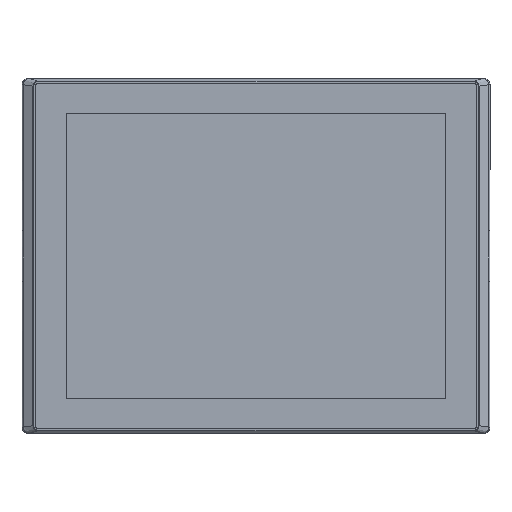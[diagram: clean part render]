
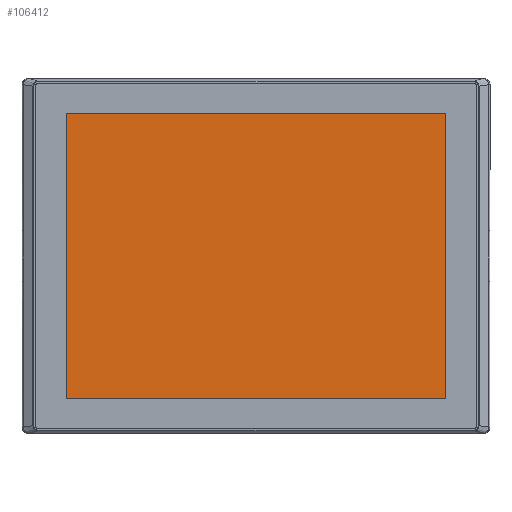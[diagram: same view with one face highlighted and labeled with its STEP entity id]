
A CAD part, top view. The second image highlights one B-rep face of the part: STEP entity #106412.
In plain terms, the highlighted planar face has unit normal (0, 0, 1).
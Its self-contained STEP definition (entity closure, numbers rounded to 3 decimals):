
#1987 = CARTESIAN_POINT ( 'NONE',  ( -129.776, -134.518, 16.3 ) ) ;
#4816 = EDGE_CURVE ( 'NONE', #59551, #199896, #163500, .T. ) ;
#13138 = LINE ( 'NONE', #75913, #84026 ) ;
#15446 = LINE ( 'NONE', #153162, #24834 ) ;
#16166 = DIRECTION ( 'NONE',  ( 0., 1., 0. ) ) ;
#24834 = VECTOR ( 'NONE', #154159, 1000. ) ;
#30088 = VERTEX_POINT ( 'NONE', #106042 ) ;
#41857 = EDGE_CURVE ( 'NONE', #199896, #30088, #189973, .T. ) ;
#42061 = DIRECTION ( 'NONE',  ( 0., 0., -1. ) ) ;
#59551 = VERTEX_POINT ( 'NONE', #162412 ) ;
#69953 = EDGE_LOOP ( 'NONE', ( #185100, #197260, #72040, #186737 ) ) ;
#72040 = ORIENTED_EDGE ( 'NONE', *, *, #41857, .T. ) ;
#75913 = CARTESIAN_POINT ( 'NONE',  ( 181.018, -139.092, 16.3 ) ) ;
#83888 = EDGE_CURVE ( 'NONE', #30088, #130352, #13138, .T. ) ;
#84026 = VECTOR ( 'NONE', #16166, 1000. ) ;
#98671 = FACE_OUTER_BOUND ( 'NONE', #69953, .T. ) ;
#106042 = CARTESIAN_POINT ( 'NONE',  ( 181.017, -134.518, 16.3 ) ) ;
#106412 = ADVANCED_FACE ( 'NONE', ( #98671 ), #126411, .F. ) ;
#123760 = EDGE_CURVE ( 'NONE', #130352, #59551, #15446, .T. ) ;
#126411 = PLANE ( 'NONE',  #188420 ) ;
#127806 = CARTESIAN_POINT ( 'NONE',  ( -123.682, -134.518, 16.3 ) ) ;
#129815 = CARTESIAN_POINT ( 'NONE',  ( 181.017, 94.183, 16.3 ) ) ;
#130352 = VERTEX_POINT ( 'NONE', #129815 ) ;
#133461 = DIRECTION ( 'NONE',  ( -1., 0., 0. ) ) ;
#135479 = CARTESIAN_POINT ( 'NONE',  ( 187.112, 98.757, 16.3 ) ) ;
#137808 = VECTOR ( 'NONE', #160122, 1000. ) ;
#147116 = CARTESIAN_POINT ( 'NONE',  ( -123.682, 98.757, 16.3 ) ) ;
#153162 = CARTESIAN_POINT ( 'NONE',  ( 187.112, 94.182, 16.3 ) ) ;
#154159 = DIRECTION ( 'NONE',  ( -1., 0., 0. ) ) ;
#160122 = DIRECTION ( 'NONE',  ( 1., 0., 0. ) ) ;
#162412 = CARTESIAN_POINT ( 'NONE',  ( -123.682, 94.183, 16.3 ) ) ;
#163500 = LINE ( 'NONE', #147116, #179745 ) ;
#176893 = DIRECTION ( 'NONE',  ( 0., -1., 0. ) ) ;
#179745 = VECTOR ( 'NONE', #176893, 1000. ) ;
#185100 = ORIENTED_EDGE ( 'NONE', *, *, #123760, .T. ) ;
#186737 = ORIENTED_EDGE ( 'NONE', *, *, #83888, .T. ) ;
#188420 = AXIS2_PLACEMENT_3D ( 'NONE', #135479, #42061, #133461 ) ;
#189973 = LINE ( 'NONE', #1987, #137808 ) ;
#197260 = ORIENTED_EDGE ( 'NONE', *, *, #4816, .T. ) ;
#199896 = VERTEX_POINT ( 'NONE', #127806 ) ;
